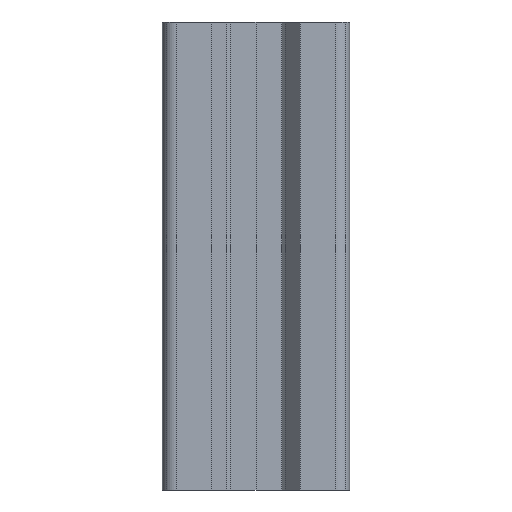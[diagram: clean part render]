
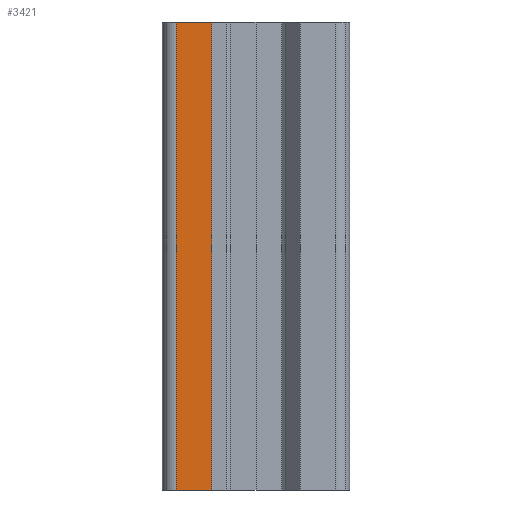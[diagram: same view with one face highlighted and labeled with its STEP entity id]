
A CAD part, left-side view. The second image highlights one B-rep face of the part: STEP entity #3421.
In plain terms, the highlighted planar face has unit normal (-1, 0, 0).
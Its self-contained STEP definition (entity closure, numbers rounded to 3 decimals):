
#2814 = PLANE('',#2815);
#2815 = AXIS2_PLACEMENT_3D('',#2816,#2817,#2818);
#2816 = CARTESIAN_POINT('',(-5.297,5.297,50.));
#2817 = DIRECTION('',(0.,-0.,-1.));
#2818 = DIRECTION('',(0.,-1.,0.));
#2868 = PLANE('',#2869);
#2869 = AXIS2_PLACEMENT_3D('',#2870,#2871,#2872);
#2870 = CARTESIAN_POINT('',(-5.297,5.297,0.));
#2871 = DIRECTION('',(0.,-0.,-1.));
#2872 = DIRECTION('',(0.,-1.,0.));
#3281 = CYLINDRICAL_SURFACE('',#3282,1.5);
#3282 = AXIS2_PLACEMENT_3D('',#3283,#3284,#3285);
#3283 = CARTESIAN_POINT('',(-8.5,8.5,0.));
#3284 = DIRECTION('',(0.,0.,-1.));
#3285 = DIRECTION('',(0.,1.,0.));
#3339 = EDGE_CURVE('',#3340,#3342,#3344,.T.);
#3340 = VERTEX_POINT('',#3341);
#3341 = CARTESIAN_POINT('',(-10.,8.5,0.));
#3342 = VERTEX_POINT('',#3343);
#3343 = CARTESIAN_POINT('',(-10.,8.5,50.));
#3344 = SURFACE_CURVE('',#3345,(#3349,#3356),.PCURVE_S1.);
#3345 = LINE('',#3346,#3347);
#3346 = CARTESIAN_POINT('',(-10.,8.5,0.));
#3347 = VECTOR('',#3348,1.);
#3348 = DIRECTION('',(0.,0.,1.));
#3349 = PCURVE('',#3281,#3350);
#3350 = DEFINITIONAL_REPRESENTATION('',(#3351),#3355);
#3351 = LINE('',#3352,#3353);
#3352 = CARTESIAN_POINT('',(-1.571,0.));
#3353 = VECTOR('',#3354,1.);
#3354 = DIRECTION('',(-0.,-1.));
#3355 = ( GEOMETRIC_REPRESENTATION_CONTEXT(2) 
PARAMETRIC_REPRESENTATION_CONTEXT() REPRESENTATION_CONTEXT('2D SPACE',''
  ) );
#3356 = PCURVE('',#3357,#3362);
#3357 = PLANE('',#3358);
#3358 = AXIS2_PLACEMENT_3D('',#3359,#3360,#3361);
#3359 = CARTESIAN_POINT('',(-10.,4.75,0.));
#3360 = DIRECTION('',(-1.,0.,0.));
#3361 = DIRECTION('',(0.,1.,0.));
#3362 = DEFINITIONAL_REPRESENTATION('',(#3363),#3367);
#3363 = LINE('',#3364,#3365);
#3364 = CARTESIAN_POINT('',(3.75,0.));
#3365 = VECTOR('',#3366,1.);
#3366 = DIRECTION('',(0.,-1.));
#3367 = ( GEOMETRIC_REPRESENTATION_CONTEXT(2) 
PARAMETRIC_REPRESENTATION_CONTEXT() REPRESENTATION_CONTEXT('2D SPACE',''
  ) );
#3421 = ADVANCED_FACE('',(#3422),#3357,.T.);
#3422 = FACE_BOUND('',#3423,.T.);
#3423 = EDGE_LOOP('',(#3424,#3454,#3475,#3476));
#3424 = ORIENTED_EDGE('',*,*,#3425,.T.);
#3425 = EDGE_CURVE('',#3426,#3428,#3430,.T.);
#3426 = VERTEX_POINT('',#3427);
#3427 = CARTESIAN_POINT('',(-10.,4.75,0.));
#3428 = VERTEX_POINT('',#3429);
#3429 = CARTESIAN_POINT('',(-10.,4.75,50.));
#3430 = SURFACE_CURVE('',#3431,(#3435,#3442),.PCURVE_S1.);
#3431 = LINE('',#3432,#3433);
#3432 = CARTESIAN_POINT('',(-10.,4.75,0.));
#3433 = VECTOR('',#3434,1.);
#3434 = DIRECTION('',(0.,0.,1.));
#3435 = PCURVE('',#3357,#3436);
#3436 = DEFINITIONAL_REPRESENTATION('',(#3437),#3441);
#3437 = LINE('',#3438,#3439);
#3438 = CARTESIAN_POINT('',(0.,0.));
#3439 = VECTOR('',#3440,1.);
#3440 = DIRECTION('',(0.,-1.));
#3441 = ( GEOMETRIC_REPRESENTATION_CONTEXT(2) 
PARAMETRIC_REPRESENTATION_CONTEXT() REPRESENTATION_CONTEXT('2D SPACE',''
  ) );
#3442 = PCURVE('',#3443,#3448);
#3443 = PLANE('',#3444);
#3444 = AXIS2_PLACEMENT_3D('',#3445,#3446,#3447);
#3445 = CARTESIAN_POINT('',(-8.,3.1,0.));
#3446 = DIRECTION('',(-0.636,-0.771,0.));
#3447 = DIRECTION('',(-0.771,0.636,0.));
#3448 = DEFINITIONAL_REPRESENTATION('',(#3449),#3453);
#3449 = LINE('',#3450,#3451);
#3450 = CARTESIAN_POINT('',(2.593,0.));
#3451 = VECTOR('',#3452,1.);
#3452 = DIRECTION('',(0.,-1.));
#3453 = ( GEOMETRIC_REPRESENTATION_CONTEXT(2) 
PARAMETRIC_REPRESENTATION_CONTEXT() REPRESENTATION_CONTEXT('2D SPACE',''
  ) );
#3454 = ORIENTED_EDGE('',*,*,#3455,.T.);
#3455 = EDGE_CURVE('',#3428,#3342,#3456,.T.);
#3456 = SURFACE_CURVE('',#3457,(#3461,#3468),.PCURVE_S1.);
#3457 = LINE('',#3458,#3459);
#3458 = CARTESIAN_POINT('',(-10.,4.75,50.));
#3459 = VECTOR('',#3460,1.);
#3460 = DIRECTION('',(0.,1.,0.));
#3461 = PCURVE('',#3357,#3462);
#3462 = DEFINITIONAL_REPRESENTATION('',(#3463),#3467);
#3463 = LINE('',#3464,#3465);
#3464 = CARTESIAN_POINT('',(0.,-50.));
#3465 = VECTOR('',#3466,1.);
#3466 = DIRECTION('',(1.,0.));
#3467 = ( GEOMETRIC_REPRESENTATION_CONTEXT(2) 
PARAMETRIC_REPRESENTATION_CONTEXT() REPRESENTATION_CONTEXT('2D SPACE',''
  ) );
#3468 = PCURVE('',#2814,#3469);
#3469 = DEFINITIONAL_REPRESENTATION('',(#3470),#3474);
#3470 = LINE('',#3471,#3472);
#3471 = CARTESIAN_POINT('',(0.547,4.703));
#3472 = VECTOR('',#3473,1.);
#3473 = DIRECTION('',(-1.,0.));
#3474 = ( GEOMETRIC_REPRESENTATION_CONTEXT(2) 
PARAMETRIC_REPRESENTATION_CONTEXT() REPRESENTATION_CONTEXT('2D SPACE',''
  ) );
#3475 = ORIENTED_EDGE('',*,*,#3339,.F.);
#3476 = ORIENTED_EDGE('',*,*,#3477,.F.);
#3477 = EDGE_CURVE('',#3426,#3340,#3478,.T.);
#3478 = SURFACE_CURVE('',#3479,(#3483,#3490),.PCURVE_S1.);
#3479 = LINE('',#3480,#3481);
#3480 = CARTESIAN_POINT('',(-10.,4.75,0.));
#3481 = VECTOR('',#3482,1.);
#3482 = DIRECTION('',(0.,1.,0.));
#3483 = PCURVE('',#3357,#3484);
#3484 = DEFINITIONAL_REPRESENTATION('',(#3485),#3489);
#3485 = LINE('',#3486,#3487);
#3486 = CARTESIAN_POINT('',(0.,0.));
#3487 = VECTOR('',#3488,1.);
#3488 = DIRECTION('',(1.,0.));
#3489 = ( GEOMETRIC_REPRESENTATION_CONTEXT(2) 
PARAMETRIC_REPRESENTATION_CONTEXT() REPRESENTATION_CONTEXT('2D SPACE',''
  ) );
#3490 = PCURVE('',#2868,#3491);
#3491 = DEFINITIONAL_REPRESENTATION('',(#3492),#3496);
#3492 = LINE('',#3493,#3494);
#3493 = CARTESIAN_POINT('',(0.547,4.703));
#3494 = VECTOR('',#3495,1.);
#3495 = DIRECTION('',(-1.,0.));
#3496 = ( GEOMETRIC_REPRESENTATION_CONTEXT(2) 
PARAMETRIC_REPRESENTATION_CONTEXT() REPRESENTATION_CONTEXT('2D SPACE',''
  ) );
